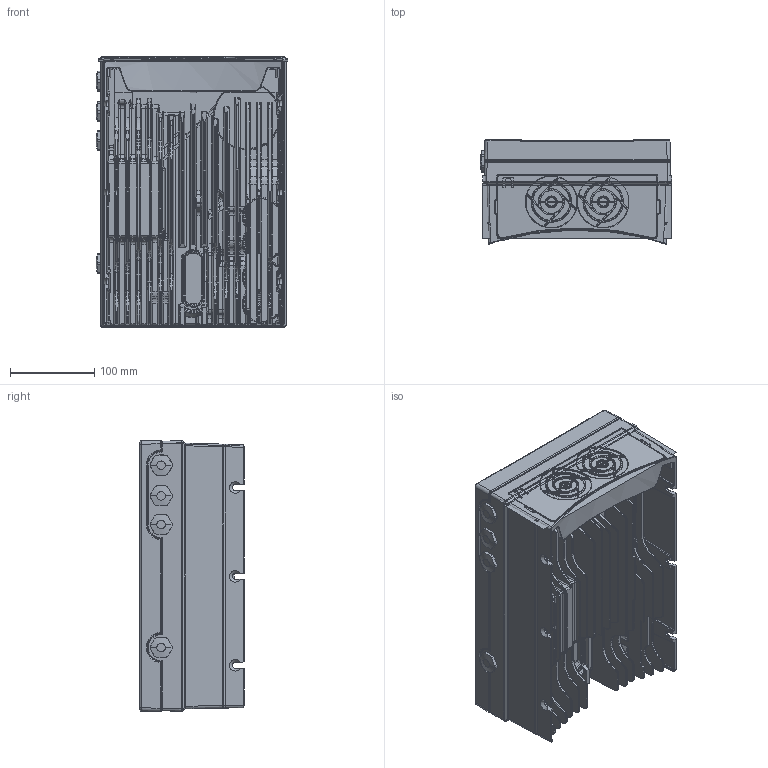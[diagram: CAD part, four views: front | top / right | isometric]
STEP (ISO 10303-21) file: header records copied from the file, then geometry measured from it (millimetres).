
FILE_DESCRIPTION((''),'2;1');
FILE_NAME('PRT0004','2017-03-16T',('F32060'),('Danfoss Drives A/S'),'CREO PARAMETRIC BY PTC INC, 2015480','CREO PARAMETRIC BY PTC INC, 2015480','');
FILE_SCHEMA(('CONFIG_CONTROL_DESIGN','GEOMETRIC_VALIDATION_PROPERTIES_MIM'));
Products named in the file (1): PRT0004
Bounding box: 227.08 x 123.43 x 321.75 mm (x, y, z)
Volume: 4914443.5 mm3; surface area: 751603.8 mm2
Topology: 2 solids, 12 shells, 4747 faces, 12374 edges, 7574 vertices
Faces by surface type: cylinder 1645, plane 1552, bspline 924, torus 416, cone 125, sphere 83, extrusion 2
Entity records: 318328 total; most frequent: CARTESIAN_POINT 174531, ORIENTED_EDGE 24194, DIRECTION 18766, PRESENTATION_STYLE_ASSIGNMENT 12375, STYLED_ITEM 12306, CURVE_STYLE 12301, EDGE_CURVE 12301, VERTEX_POINT 7574
